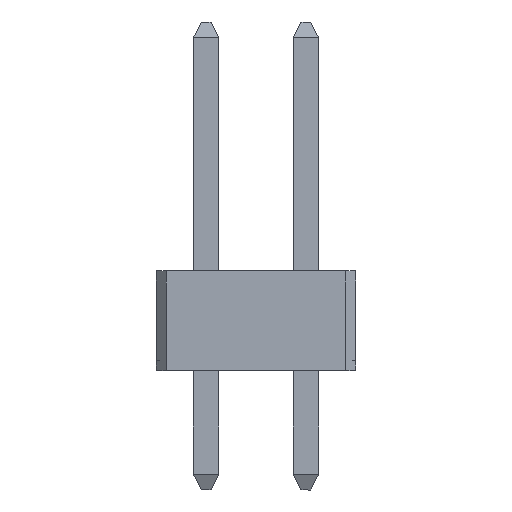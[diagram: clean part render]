
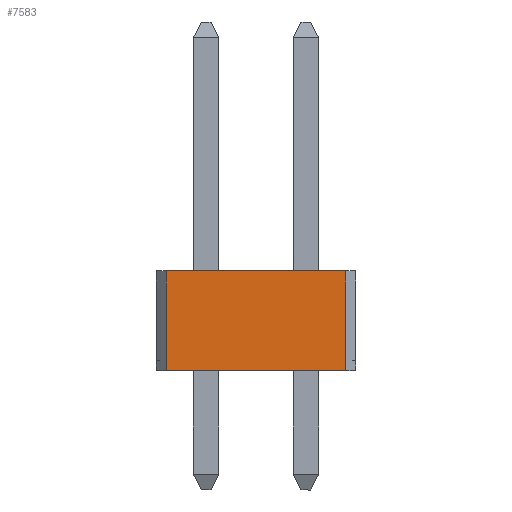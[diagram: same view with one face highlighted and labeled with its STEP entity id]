
A CAD part, left-side view. The second image highlights one B-rep face of the part: STEP entity #7583.
In plain terms, the highlighted planar face has unit normal (-1, 0, 0).
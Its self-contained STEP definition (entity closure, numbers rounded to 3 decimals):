
#72=FACE_OUTER_BOUND('',#536,.T.);
#536=EDGE_LOOP('',(#4943,#4944,#4945,#4946));
#1035=LINE('',#10537,#2101);
#1096=LINE('',#10667,#2162);
#1097=LINE('',#10670,#2163);
#1098=LINE('',#10671,#2164);
#2101=VECTOR('',#8532,4.572);
#2162=VECTOR('',#8615,2.54);
#2163=VECTOR('',#8618,4.572);
#2164=VECTOR('',#8619,2.54);
#3166=VERTEX_POINT('',#10534);
#3167=VERTEX_POINT('',#10536);
#3225=VERTEX_POINT('',#10665);
#3226=VERTEX_POINT('',#10669);
#3811=EDGE_CURVE('',#3167,#3166,#1035,.T.);
#3872=EDGE_CURVE('',#3166,#3225,#1096,.T.);
#3873=EDGE_CURVE('',#3226,#3225,#1097,.T.);
#3874=EDGE_CURVE('',#3167,#3226,#1098,.T.);
#4943=ORIENTED_EDGE('',*,*,#3811,.T.);
#4944=ORIENTED_EDGE('',*,*,#3872,.T.);
#4945=ORIENTED_EDGE('',*,*,#3873,.F.);
#4946=ORIENTED_EDGE('',*,*,#3874,.F.);
#7014=PLANE('',#8062);
#7583=ADVANCED_FACE('',(#72),#7014,.T.);
#8062=AXIS2_PLACEMENT_3D('',#10668,#8616,#8617);
#8532=DIRECTION('',(0.,0.,1.));
#8615=DIRECTION('',(0.,1.,0.));
#8616=DIRECTION('center_axis',(-1.,0.,0.));
#8617=DIRECTION('ref_axis',(0.,0.,1.));
#8618=DIRECTION('',(0.,0.,1.));
#8619=DIRECTION('',(0.,1.,0.));
#10534=CARTESIAN_POINT('',(-1.27,0.,2.286));
#10536=CARTESIAN_POINT('',(-1.27,0.,-2.286));
#10537=CARTESIAN_POINT('',(-1.27,0.,-2.286));
#10665=CARTESIAN_POINT('',(-1.27,2.54,2.286));
#10667=CARTESIAN_POINT('',(-1.27,0.,2.286));
#10668=CARTESIAN_POINT('Origin',(-1.27,0.,-2.286));
#10669=CARTESIAN_POINT('',(-1.27,2.54,-2.286));
#10670=CARTESIAN_POINT('',(-1.27,2.54,-2.286));
#10671=CARTESIAN_POINT('',(-1.27,0.,-2.286));
